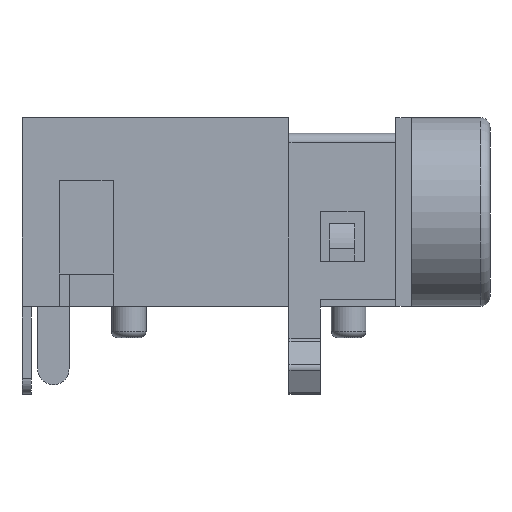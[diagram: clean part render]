
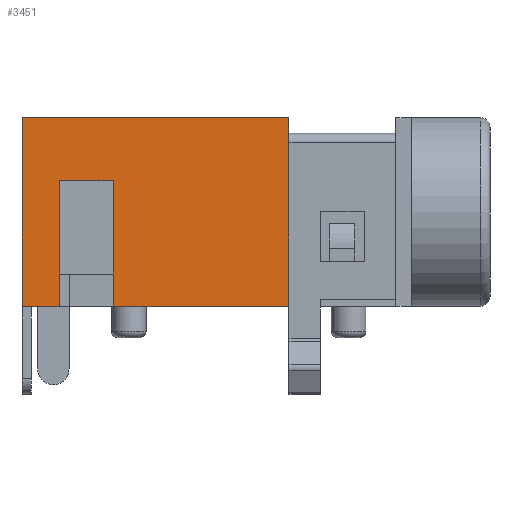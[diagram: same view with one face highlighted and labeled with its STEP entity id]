
A CAD part, left-side view. The second image highlights one B-rep face of the part: STEP entity #3451.
In plain terms, the highlighted planar face has unit normal (-1, 0, 0).
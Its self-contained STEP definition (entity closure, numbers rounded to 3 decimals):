
#239=FACE_OUTER_BOUND('',#428,.T.);
#428=EDGE_LOOP('',(#2577,#2578,#2579,#2580,#2581,#2582,#2583,#2584));
#599=LINE('',#4963,#1021);
#603=LINE('',#4971,#1025);
#650=LINE('',#5067,#1072);
#726=LINE('',#5241,#1148);
#748=LINE('',#5283,#1170);
#750=LINE('',#5286,#1172);
#752=LINE('',#5290,#1174);
#753=LINE('',#5291,#1175);
#1021=VECTOR('',#3963,10.);
#1025=VECTOR('',#3967,10.);
#1072=VECTOR('',#4036,10.);
#1148=VECTOR('',#4202,10.);
#1170=VECTOR('',#4248,10.);
#1172=VECTOR('',#4252,10.);
#1174=VECTOR('',#4256,10.);
#1175=VECTOR('',#4257,10.);
#1441=VERTEX_POINT('',#4960);
#1442=VERTEX_POINT('',#4962);
#1445=VERTEX_POINT('',#4968);
#1446=VERTEX_POINT('',#4970);
#1483=VERTEX_POINT('',#5064);
#1537=VERTEX_POINT('',#5239);
#1545=VERTEX_POINT('',#5282);
#1546=VERTEX_POINT('',#5289);
#1771=EDGE_CURVE('',#1441,#1442,#599,.T.);
#1775=EDGE_CURVE('',#1445,#1446,#603,.T.);
#1824=EDGE_CURVE('',#1483,#1445,#650,.T.);
#1914=EDGE_CURVE('',#1537,#1441,#726,.T.);
#1937=EDGE_CURVE('',#1545,#1442,#748,.T.);
#1939=EDGE_CURVE('',#1545,#1483,#750,.T.);
#1941=EDGE_CURVE('',#1546,#1537,#752,.T.);
#1942=EDGE_CURVE('',#1546,#1446,#753,.T.);
#2577=ORIENTED_EDGE('',*,*,#1939,.F.);
#2578=ORIENTED_EDGE('',*,*,#1937,.T.);
#2579=ORIENTED_EDGE('',*,*,#1771,.F.);
#2580=ORIENTED_EDGE('',*,*,#1914,.F.);
#2581=ORIENTED_EDGE('',*,*,#1941,.F.);
#2582=ORIENTED_EDGE('',*,*,#1942,.T.);
#2583=ORIENTED_EDGE('',*,*,#1775,.F.);
#2584=ORIENTED_EDGE('',*,*,#1824,.F.);
#3300=PLANE('',#3705);
#3451=ADVANCED_FACE('',(#239),#3300,.T.);
#3705=AXIS2_PLACEMENT_3D('',#5288,#4254,#4255);
#3963=DIRECTION('',(0.,1.,0.));
#3967=DIRECTION('',(0.,1.,0.));
#4036=DIRECTION('',(0.,0.,-1.));
#4202=DIRECTION('',(0.,0.,-1.));
#4248=DIRECTION('',(0.,0.,-1.));
#4252=DIRECTION('',(0.,1.,0.));
#4254=DIRECTION('center_axis',(-1.,0.,0.));
#4255=DIRECTION('ref_axis',(0.,-1.,0.));
#4256=DIRECTION('',(0.,-1.,0.));
#4257=DIRECTION('',(0.,0.,-1.));
#4960=CARTESIAN_POINT('',(-3.5,1.9,0.));
#4962=CARTESIAN_POINT('',(-3.5,7.5,0.));
#4963=CARTESIAN_POINT('',(-3.5,10.4,0.));
#4968=CARTESIAN_POINT('',(-3.5,9.2,0.));
#4970=CARTESIAN_POINT('',(-3.5,10.4,0.));
#4971=CARTESIAN_POINT('',(-3.5,10.4,0.));
#5064=CARTESIAN_POINT('',(-3.5,9.2,4.));
#5067=CARTESIAN_POINT('',(-3.5,9.2,0.));
#5239=CARTESIAN_POINT('',(-3.5,1.9,6.));
#5241=CARTESIAN_POINT('',(-3.5,1.9,5.5));
#5282=CARTESIAN_POINT('',(-3.5,7.5,4.));
#5283=CARTESIAN_POINT('',(-3.5,7.5,6.));
#5286=CARTESIAN_POINT('',(-3.5,7.5,4.));
#5288=CARTESIAN_POINT('Origin',(-3.5,8.35,5.));
#5289=CARTESIAN_POINT('',(-3.5,10.4,6.));
#5290=CARTESIAN_POINT('',(-3.5,9.2,6.));
#5291=CARTESIAN_POINT('',(-3.5,10.4,5.5));
